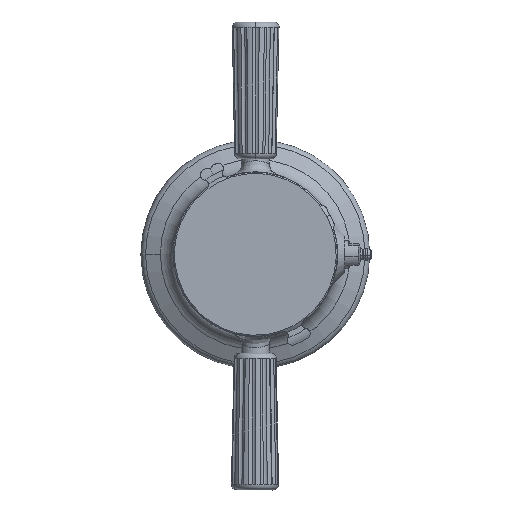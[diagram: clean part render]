
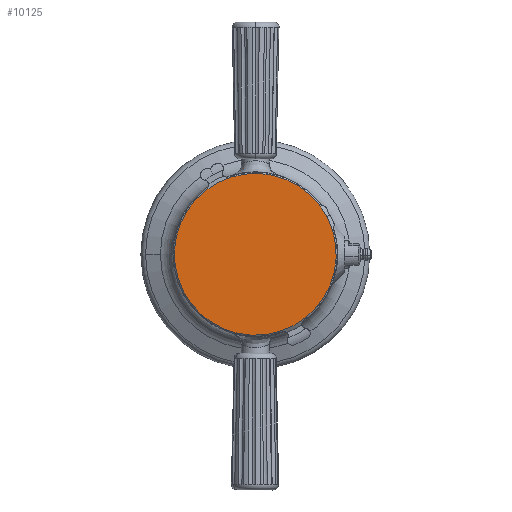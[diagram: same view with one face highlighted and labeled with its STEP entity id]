
A CAD part, front view. The second image highlights one B-rep face of the part: STEP entity #10125.
In plain terms, the highlighted planar face has unit normal (0, -1, 0).
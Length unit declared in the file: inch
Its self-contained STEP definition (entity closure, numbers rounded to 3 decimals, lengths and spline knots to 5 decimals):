
#212 = ORIENTED_EDGE ( 'NONE', *, *, #1404, .T. ) ;
#1404 = EDGE_CURVE ( 'Defeatured_0_97+Defeatured_0_96+Defeatured_0_96+Defeatured_0_96', #10936, #5642, #7667, .T. ) ;
#3105 = FACE_OUTER_BOUND ( 'NONE', #9435, .T. ) ;
#3516 = CARTESIAN_POINT ( 'NONE',  ( -1.08122, -0.921, -3.4164 ) ) ;
#3733 = CIRCLE ( 'NONE', #5318, 1.8115 ) ;
#5036 = AXIS2_PLACEMENT_3D ( 'NONE', #14598, #15610, #14434 ) ;
#5318 = AXIS2_PLACEMENT_3D ( 'NONE', #12047, #10788, #9548 ) ;
#5642 = VERTEX_POINT ( 'NONE', #10346 ) ;
#6004 = DIRECTION ( 'NONE',  ( 0.885, 0., 0.465 ) ) ;
#7667 = CIRCLE ( 'NONE', #5036, 1.8115 ) ;
#7959 = EDGE_CURVE ( 'Defeatured_0_97+Defeatured_0_96+Defeatured_0_96+Defeatured_0_96', #5642, #10936, #3733, .T. ) ;
#8057 = PLANE ( 'NONE',  #15550 ) ;
#9435 = EDGE_LOOP ( 'NONE', ( #212, #13962 ) ) ;
#9548 = DIRECTION ( 'NONE',  ( -0.885, 0., -0.465 ) ) ;
#10125 = ADVANCED_FACE ( 'Defeatured_0_97', ( #3105 ), #8057, .T. ) ;
#10346 = CARTESIAN_POINT ( 'NONE',  ( 1.60339, -0.921, 0.84301 ) ) ;
#10788 = DIRECTION ( 'NONE',  ( 0., -1., 0. ) ) ;
#10936 = VERTEX_POINT ( 'NONE', #15620 ) ;
#11054 = DIRECTION ( 'NONE',  ( 0., -1., 0. ) ) ;
#12047 = CARTESIAN_POINT ( 'NONE',  ( 0., -0.921, 0. ) ) ;
#13962 = ORIENTED_EDGE ( 'NONE', *, *, #7959, .T. ) ;
#14434 = DIRECTION ( 'NONE',  ( -0.885, 0., -0.465 ) ) ;
#14598 = CARTESIAN_POINT ( 'NONE',  ( 0., -0.921, 0. ) ) ;
#15550 = AXIS2_PLACEMENT_3D ( 'NONE', #3516, #11054, #6004 ) ;
#15610 = DIRECTION ( 'NONE',  ( 0., -1., 0. ) ) ;
#15620 = CARTESIAN_POINT ( 'NONE',  ( -1.60339, -0.921, -0.84301 ) ) ;
